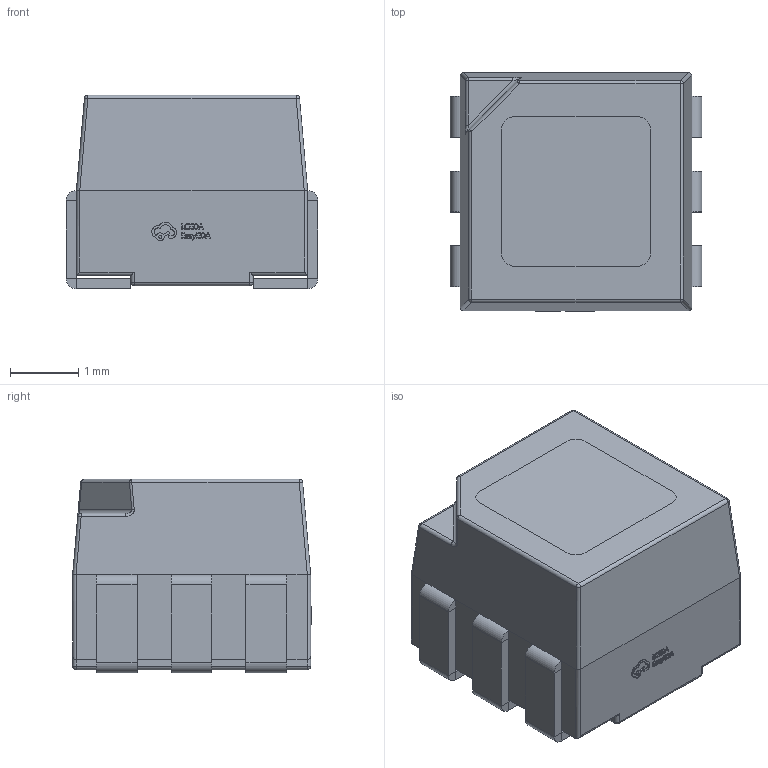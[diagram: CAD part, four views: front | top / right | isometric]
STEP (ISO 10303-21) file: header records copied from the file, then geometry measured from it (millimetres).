
FILE_DESCRIPTION (( 'STEP AP214' ), '1' );
FILE_NAME ('LED-SMD_L3.7-W3.5-H2.8.step', '2022-07-08T12:55:43', ( '' ), ( '' ), 'SwSTEP 2.0', 'SolidWorks 2020', '' );
FILE_SCHEMA (( 'AUTOMOTIVE_DESIGN' ));
Length unit declared in the file: millimetre
Products named in the file (1): LED-SMD_L3.7-W3.5-H2.8
Bounding box: 3.7 x 3.51 x 2.84 mm (x, y, z)
Volume: 32.3 mm3; surface area: 84.9 mm2
Topology: 2 solids, 2 shells, 476 faces, 1190 edges, 738 vertices
Faces by surface type: plane 287, bspline 115, cylinder 56, sphere 14, torus 4
Entity records: 18427 total; most frequent: CARTESIAN_POINT 4588, ORIENTED_EDGE 2364, DIRECTION 1763, EDGE_CURVE 1182, LINE 833, VECTOR 833, VERTEX_POINT 738, EDGE_LOOP 504
